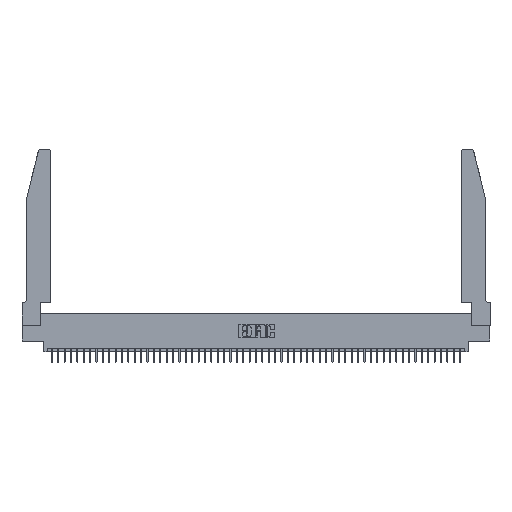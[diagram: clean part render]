
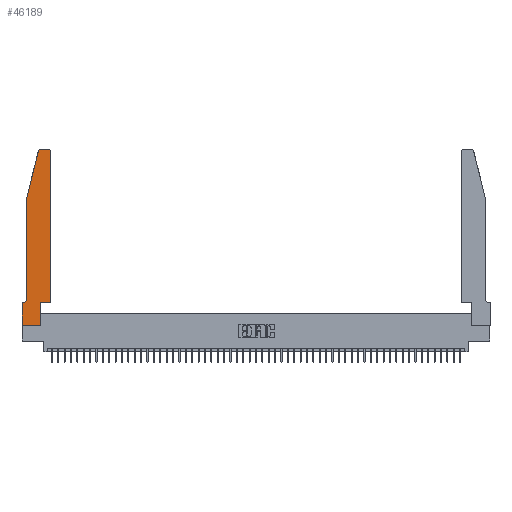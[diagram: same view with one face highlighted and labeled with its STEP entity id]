
A CAD part, top view. The second image highlights one B-rep face of the part: STEP entity #46189.
In plain terms, the highlighted planar face has unit normal (0, 0, 1).
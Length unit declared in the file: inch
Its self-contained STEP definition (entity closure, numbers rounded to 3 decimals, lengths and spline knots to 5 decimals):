
#339 = VERTEX_POINT ( 'NONE', #25816 ) ;
#499 = EDGE_CURVE ( 'NONE', #23516, #4495, #17383, .T. ) ;
#641 = AXIS2_PLACEMENT_3D ( 'NONE', #36346, #32262, #48500 ) ;
#1742 = ORIENTED_EDGE ( 'NONE', *, *, #33329, .T. ) ;
#1861 = DIRECTION ( 'NONE',  ( 0., -1., 0. ) ) ;
#3280 = EDGE_CURVE ( 'NONE', #43615, #45564, #40264, .T. ) ;
#3387 = CARTESIAN_POINT ( 'NONE',  ( 0.284, 2.75, 0.37 ) ) ;
#4219 = LINE ( 'NONE', #4224, #11264 ) ;
#4224 = CARTESIAN_POINT ( 'NONE',  ( 0., 0., 0.37 ) ) ;
#4233 = DIRECTION ( 'NONE',  ( 0., 0., 1. ) ) ;
#4305 = ORIENTED_EDGE ( 'NONE', *, *, #14417, .T. ) ;
#4495 = VERTEX_POINT ( 'NONE', #37661 ) ;
#5522 = AXIS2_PLACEMENT_3D ( 'NONE', #36358, #4233, #40476 ) ;
#6026 = DIRECTION ( 'NONE',  ( 0., 0., 1. ) ) ;
#6553 = VECTOR ( 'NONE', #16070, 39.37008 ) ;
#6712 = LINE ( 'NONE', #20019, #46316 ) ;
#7409 = CARTESIAN_POINT ( 'NONE',  ( 0.0755, 2., 0.37 ) ) ;
#8034 = CARTESIAN_POINT ( 'NONE',  ( 0.4205, 2.72, 0.37 ) ) ;
#8149 = ORIENTED_EDGE ( 'NONE', *, *, #39114, .T. ) ;
#8647 = FACE_OUTER_BOUND ( 'NONE', #34890, .T. ) ;
#8656 = CIRCLE ( 'NONE', #641, 0.07 ) ;
#9799 = PLANE ( 'NONE',  #13799 ) ;
#10392 = AXIS2_PLACEMENT_3D ( 'NONE', #8034, #15890, #36595 ) ;
#10925 = ORIENTED_EDGE ( 'NONE', *, *, #28460, .T. ) ;
#11199 = VECTOR ( 'NONE', #38994, 39.37008 ) ;
#11264 = VECTOR ( 'NONE', #36180, 39.37008 ) ;
#12047 = CARTESIAN_POINT ( 'NONE',  ( 0.0055, 0.35, 0.37 ) ) ;
#12991 = DIRECTION ( 'NONE',  ( 0., 1., 0. ) ) ;
#13799 = AXIS2_PLACEMENT_3D ( 'NONE', #50648, #6026, #34597 ) ;
#14071 = ORIENTED_EDGE ( 'NONE', *, *, #499, .T. ) ;
#14417 = EDGE_CURVE ( 'NONE', #34915, #22513, #18180, .T. ) ;
#15376 = ORIENTED_EDGE ( 'NONE', *, *, #34714, .T. ) ;
#15890 = DIRECTION ( 'NONE',  ( 0., 0., 1. ) ) ;
#16070 = DIRECTION ( 'NONE',  ( 0., 1., 0. ) ) ;
#17069 = CARTESIAN_POINT ( 'NONE',  ( 0.4505, 0.35, 0.37 ) ) ;
#17383 = LINE ( 'NONE', #50990, #6553 ) ;
#17884 = LINE ( 'NONE', #17069, #48584 ) ;
#18180 = LINE ( 'NONE', #43278, #11199 ) ;
#19983 = VERTEX_POINT ( 'NONE', #12047 ) ;
#20019 = CARTESIAN_POINT ( 'NONE',  ( 0.0755, 2., 0.37 ) ) ;
#20756 = VERTEX_POINT ( 'NONE', #37102 ) ;
#21274 = VECTOR ( 'NONE', #1861, 39.37008 ) ;
#21528 = CARTESIAN_POINT ( 'NONE',  ( 0.4505, 0.35, 0.37 ) ) ;
#22513 = VERTEX_POINT ( 'NONE', #3387 ) ;
#23127 = CIRCLE ( 'NONE', #5522, 0.03 ) ;
#23516 = VERTEX_POINT ( 'NONE', #47196 ) ;
#24334 = CARTESIAN_POINT ( 'NONE',  ( 0.4505, 2.72, 0.37 ) ) ;
#25816 = CARTESIAN_POINT ( 'NONE',  ( 0.4505, 0.35, 0.37 ) ) ;
#25960 = DIRECTION ( 'NONE',  ( -1., 0., 0. ) ) ;
#26135 = CARTESIAN_POINT ( 'NONE',  ( 0.0755, 0.35, 0.37 ) ) ;
#26248 = EDGE_CURVE ( 'NONE', #40111, #23516, #4219, .T. ) ;
#26353 = LINE ( 'NONE', #21528, #27020 ) ;
#26632 = CARTESIAN_POINT ( 'NONE',  ( 0., 0., 0.37 ) ) ;
#27020 = VECTOR ( 'NONE', #38312, 39.37008 ) ;
#28460 = EDGE_CURVE ( 'NONE', #4495, #339, #26353, .T. ) ;
#29224 = CARTESIAN_POINT ( 'NONE',  ( 0.4205, 2.75, 0.37 ) ) ;
#32145 = LINE ( 'NONE', #26632, #21274 ) ;
#32262 = DIRECTION ( 'NONE',  ( 0., 0., -1. ) ) ;
#32286 = VERTEX_POINT ( 'NONE', #35465 ) ;
#32705 = EDGE_CURVE ( 'NONE', #32286, #19983, #8656, .T. ) ;
#32890 = CARTESIAN_POINT ( 'NONE',  ( 0.25487, 2.72718, 0.37 ) ) ;
#33329 = EDGE_CURVE ( 'NONE', #45564, #32286, #6712, .T. ) ;
#34234 = CIRCLE ( 'NONE', #10392, 0.03 ) ;
#34597 = DIRECTION ( 'NONE',  ( 1., 0., 0. ) ) ;
#34714 = EDGE_CURVE ( 'NONE', #22513, #43615, #23127, .T. ) ;
#34890 = EDGE_LOOP ( 'NONE', ( #4305, #15376, #46486, #1742, #35930, #37478, #41724, #36937, #14071, #10925, #39333, #8149 ) ) ;
#34915 = VERTEX_POINT ( 'NONE', #29224 ) ;
#35465 = CARTESIAN_POINT ( 'NONE',  ( 0.0755, 0.42, 0.37 ) ) ;
#35798 = DIRECTION ( 'NONE',  ( -0.239, -0.971, 0. ) ) ;
#35930 = ORIENTED_EDGE ( 'NONE', *, *, #32705, .T. ) ;
#36175 = EDGE_CURVE ( 'NONE', #339, #40446, #17884, .T. ) ;
#36180 = DIRECTION ( 'NONE',  ( 1., 0., 0. ) ) ;
#36346 = CARTESIAN_POINT ( 'NONE',  ( 0.0055, 0.42, 0.37 ) ) ;
#36358 = CARTESIAN_POINT ( 'NONE',  ( 0.284, 2.72, 0.37 ) ) ;
#36595 = DIRECTION ( 'NONE',  ( 1., 0., 0. ) ) ;
#36937 = ORIENTED_EDGE ( 'NONE', *, *, #26248, .T. ) ;
#37102 = CARTESIAN_POINT ( 'NONE',  ( 0., 0.35, 0.37 ) ) ;
#37478 = ORIENTED_EDGE ( 'NONE', *, *, #43180, .T. ) ;
#37661 = CARTESIAN_POINT ( 'NONE',  ( 0.2865, 0.35, 0.37 ) ) ;
#38312 = DIRECTION ( 'NONE',  ( 1., 0., 0. ) ) ;
#38994 = DIRECTION ( 'NONE',  ( -1., 0., 0. ) ) ;
#39114 = EDGE_CURVE ( 'NONE', #40446, #34915, #34234, .T. ) ;
#39333 = ORIENTED_EDGE ( 'NONE', *, *, #36175, .T. ) ;
#39535 = CARTESIAN_POINT ( 'NONE',  ( 0., 0., 0.37 ) ) ;
#40111 = VERTEX_POINT ( 'NONE', #39535 ) ;
#40264 = LINE ( 'NONE', #7409, #43453 ) ;
#40446 = VERTEX_POINT ( 'NONE', #24334 ) ;
#40476 = DIRECTION ( 'NONE',  ( 1., 0., 0. ) ) ;
#41724 = ORIENTED_EDGE ( 'NONE', *, *, #52500, .T. ) ;
#43180 = EDGE_CURVE ( 'NONE', #19983, #20756, #49777, .T. ) ;
#43278 = CARTESIAN_POINT ( 'NONE',  ( 0.2605, 2.75, 0.37 ) ) ;
#43453 = VECTOR ( 'NONE', #35798, 39.37008 ) ;
#43615 = VERTEX_POINT ( 'NONE', #32890 ) ;
#45564 = VERTEX_POINT ( 'NONE', #46954 ) ;
#46189 = ADVANCED_FACE ( 'NONE', ( #8647 ), #9799, .T. ) ;
#46316 = VECTOR ( 'NONE', #48619, 39.37008 ) ;
#46486 = ORIENTED_EDGE ( 'NONE', *, *, #3280, .T. ) ;
#46542 = VECTOR ( 'NONE', #25960, 39.37008 ) ;
#46954 = CARTESIAN_POINT ( 'NONE',  ( 0.0755, 2., 0.37 ) ) ;
#47196 = CARTESIAN_POINT ( 'NONE',  ( 0.2865, 0., 0.37 ) ) ;
#48500 = DIRECTION ( 'NONE',  ( -1., 0., 0. ) ) ;
#48584 = VECTOR ( 'NONE', #12991, 39.37008 ) ;
#48619 = DIRECTION ( 'NONE',  ( 0., -1., 0. ) ) ;
#49777 = LINE ( 'NONE', #26135, #46542 ) ;
#50648 = CARTESIAN_POINT ( 'NONE',  ( 0., 0.35, 0.37 ) ) ;
#50990 = CARTESIAN_POINT ( 'NONE',  ( 0.2865, 0.35, 0.37 ) ) ;
#52500 = EDGE_CURVE ( 'NONE', #20756, #40111, #32145, .T. ) ;
